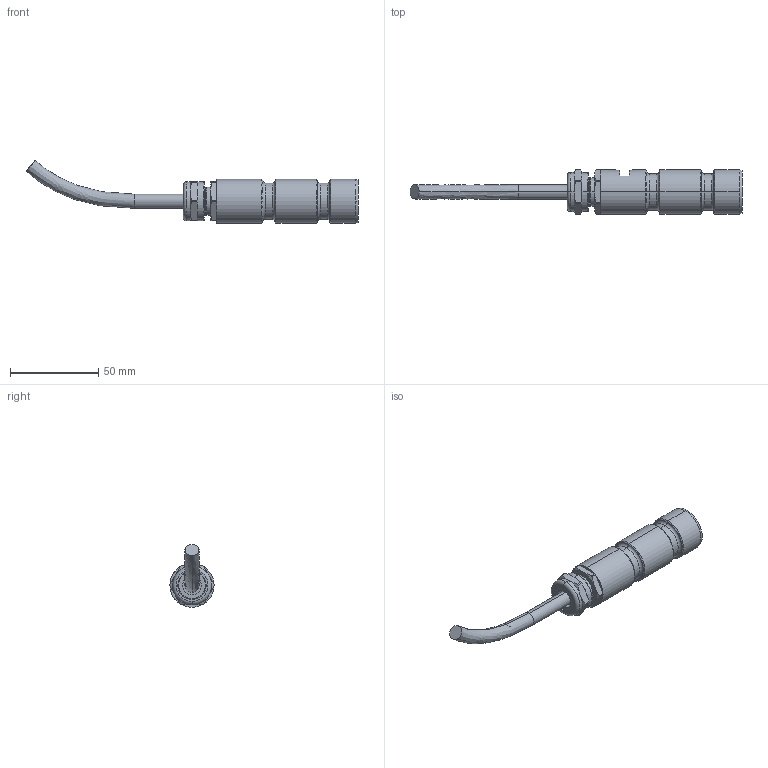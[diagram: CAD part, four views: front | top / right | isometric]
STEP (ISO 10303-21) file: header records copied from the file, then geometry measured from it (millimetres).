
FILE_DESCRIPTION (( 'STEP AP214' ), '1' );
FILE_NAME ('ALP-1_2_3 29AUG23.STEP', '2023-08-29T04:22:10', ( '' ), ( '' ), 'SwSTEP 2.0', 'SolidWorks 2014', '' );
FILE_SCHEMA (( 'AUTOMOTIVE_DESIGN' ));
Length unit declared in the file: millimetre
Products named in the file (4): Copy of 12mm cable^IN1004; ALP-1_2_3 29AUG23; CONN-A005411; MMACH-A005402
Assembly tree (3 placements, depth 2):
  ALP-1_2_3 29AUG23
    MMACH-A005402
    Copy of 12mm cable^IN1004
    CONN-A005411
Bounding box: 188.1 x 25.19 x 35.5 mm (x, y, z)
Volume: 47957.3 mm3; surface area: 14728.1 mm2
Topology: 4 solids, 4 shells, 158 faces, 334 edges, 194 vertices
Faces by surface type: cone 70, cylinder 38, plane 32, torus 16, bspline 2
Entity records: 4745 total; most frequent: CARTESIAN_POINT 1004, DIRECTION 804, ORIENTED_EDGE 668, AXIS2_PLACEMENT_3D 346, EDGE_CURVE 334, VERTEX_POINT 194, CIRCLE 184, EDGE_LOOP 172
